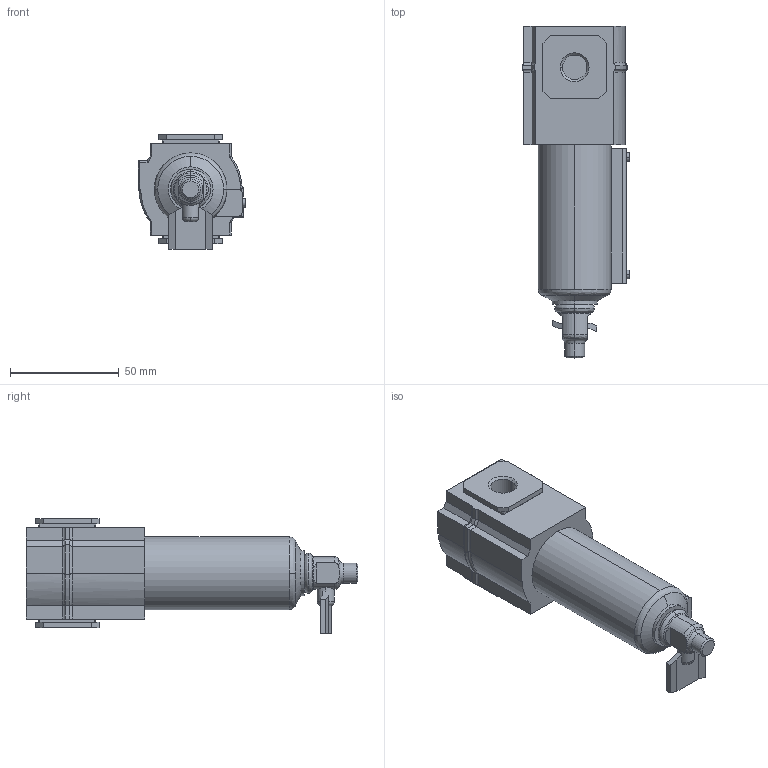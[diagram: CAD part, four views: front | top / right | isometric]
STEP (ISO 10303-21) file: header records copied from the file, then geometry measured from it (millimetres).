
FILE_DESCRIPTION (( 'STEP AP214' ), '1' );
FILE_NAME ('Norgren-F72G-2AN-QD3.step', '2019-03-02T23:25:59', ( '' ), ( '' ), 'SwSTEP 2.0', 'SolidWorks 2019', '' );
FILE_SCHEMA (( 'AUTOMOTIVE_DESIGN' ));
Length unit declared in the file: millimetre
Products named in the file (4): Norgren-F72G-2AN-QD3_F72_ss_06; Norgren-F72G-2AN-QD3_F72_ss_41_1-4; Norgren-F72G-2AN-QD3_F72_ss_03; Norgren-F72G-2AN-QD3
Assembly tree (3 placements, depth 2):
  Norgren-F72G-2AN-QD3
    Norgren-F72G-2AN-QD3_F72_ss_41_1-4
    Norgren-F72G-2AN-QD3_F72_ss_06
    Norgren-F72G-2AN-QD3_F72_ss_03
Bounding box: 49.64 x 152.8 x 52.83 mm (x, y, z)
Volume: 173605.1 mm3; surface area: 28005.7 mm2
Topology: 3 solids, 3 shells, 203 faces, 498 edges, 310 vertices
Faces by surface type: plane 111, cylinder 45, bspline 31, cone 10, torus 6
Entity records: 8053 total; most frequent: CARTESIAN_POINT 1903, ORIENTED_EDGE 996, DIRECTION 903, EDGE_CURVE 498, VECTOR 319, LINE 319, VERTEX_POINT 310, AXIS2_PLACEMENT_3D 292
